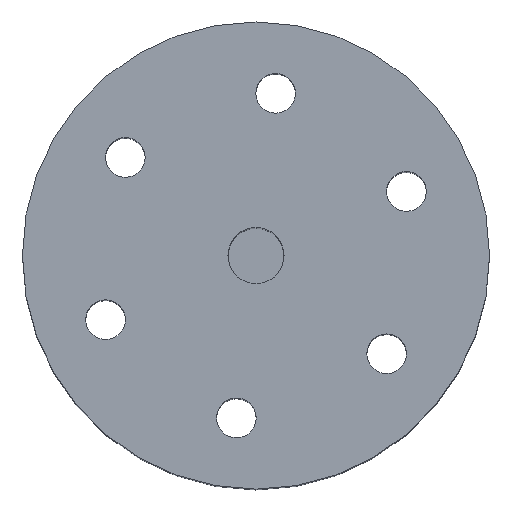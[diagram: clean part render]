
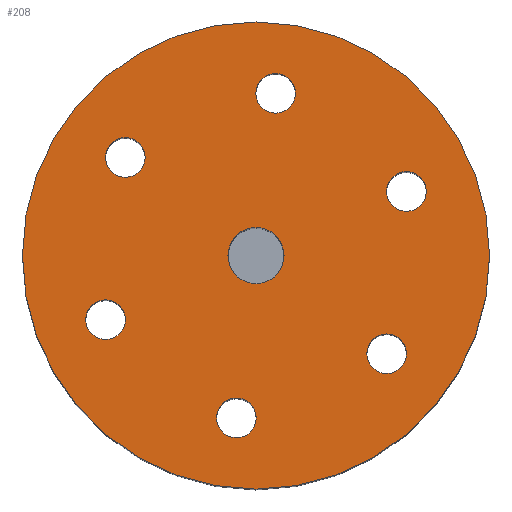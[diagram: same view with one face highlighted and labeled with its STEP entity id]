
A CAD part, top view. The second image highlights one B-rep face of the part: STEP entity #208.
In plain terms, the highlighted planar face has unit normal (0, 0, 1).
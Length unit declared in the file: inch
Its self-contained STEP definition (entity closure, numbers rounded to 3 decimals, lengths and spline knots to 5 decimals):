
#2 = VERTEX_POINT ( 'NONE', #340 ) ;
#24 = ORIENTED_EDGE ( 'NONE', *, *, #223, .F. ) ;
#25 = CARTESIAN_POINT ( 'NONE',  ( 1.9685, 0., 4.13386 ) ) ;
#28 = EDGE_LOOP ( 'NONE', ( #572, #711 ) ) ;
#29 = CIRCLE ( 'NONE', #461, 0.16732 ) ;
#36 = EDGE_CURVE ( 'NONE', #131, #37, #67, .T. ) ;
#37 = VERTEX_POINT ( 'NONE', #215 ) ;
#40 = CIRCLE ( 'NONE', #729, 0.16732 ) ;
#52 = CARTESIAN_POINT ( 'NONE',  ( -1.26913, 0.82751, 4.13386 ) ) ;
#62 = EDGE_CURVE ( 'NONE', #2, #519, #328, .T. ) ;
#63 = ORIENTED_EDGE ( 'NONE', *, *, #36, .F. ) ;
#67 = CIRCLE ( 'NONE', #180, 0.23622 ) ;
#68 = AXIS2_PLACEMENT_3D ( 'NONE', #515, #172, #224 ) ;
#70 = AXIS2_PLACEMENT_3D ( 'NONE', #123, #356, #164 ) ;
#77 = ORIENTED_EDGE ( 'NONE', *, *, #396, .F. ) ;
#78 = FACE_BOUND ( 'NONE', #299, .T. ) ;
#83 = CARTESIAN_POINT ( 'NONE',  ( -1.10181, 0.82751, 4.13386 ) ) ;
#84 = EDGE_LOOP ( 'NONE', ( #63, #740 ) ) ;
#94 = CARTESIAN_POINT ( 'NONE',  ( 0., 0., 4.13386 ) ) ;
#105 = AXIS2_PLACEMENT_3D ( 'NONE', #589, #341, #347 ) ;
#110 = DIRECTION ( 'NONE',  ( 1., 0., 0. ) ) ;
#115 = AXIS2_PLACEMENT_3D ( 'NONE', #83, #442, #682 ) ;
#117 = AXIS2_PLACEMENT_3D ( 'NONE', #410, #656, #122 ) ;
#122 = DIRECTION ( 'NONE',  ( 1., 0., 0. ) ) ;
#123 = CARTESIAN_POINT ( 'NONE',  ( 0.16574, 1.36795, 4.13386 ) ) ;
#131 = VERTEX_POINT ( 'NONE', #677 ) ;
#132 = CIRCLE ( 'NONE', #755, 0.16732 ) ;
#135 = DIRECTION ( 'NONE',  ( 1., 0., 0. ) ) ;
#136 = FACE_OUTER_BOUND ( 'NONE', #683, .T. ) ;
#149 = EDGE_CURVE ( 'NONE', #393, #321, #240, .T. ) ;
#155 = VERTEX_POINT ( 'NONE', #25 ) ;
#158 = DIRECTION ( 'NONE',  ( 1., 0., 0. ) ) ;
#163 = CARTESIAN_POINT ( 'NONE',  ( 1.43487, 0.54044, 4.13386 ) ) ;
#164 = DIRECTION ( 'NONE',  ( 1., 0., 0. ) ) ;
#172 = DIRECTION ( 'NONE',  ( 0., 0., 1. ) ) ;
#173 = CARTESIAN_POINT ( 'NONE',  ( 0., 0., 4.13386 ) ) ;
#178 = CARTESIAN_POINT ( 'NONE',  ( -0.93449, 0.82751, 4.13386 ) ) ;
#180 = AXIS2_PLACEMENT_3D ( 'NONE', #94, #333, #573 ) ;
#187 = EDGE_CURVE ( 'NONE', #321, #393, #652, .T. ) ;
#190 = CARTESIAN_POINT ( 'NONE',  ( 1.26913, -0.82751, 4.13386 ) ) ;
#200 = EDGE_LOOP ( 'NONE', ( #371, #24 ) ) ;
#203 = EDGE_CURVE ( 'NONE', #748, #428, #40, .T. ) ;
#208 = ADVANCED_FACE ( 'NONE', ( #489, #430, #673, #136, #373, #615, #78, #313 ), #665, .T. ) ;
#209 = DIRECTION ( 'NONE',  ( 0., 0., 1. ) ) ;
#215 = CARTESIAN_POINT ( 'NONE',  ( 0.23622, 0., 4.13386 ) ) ;
#223 = EDGE_CURVE ( 'NONE', #707, #535, #409, .T. ) ;
#224 = DIRECTION ( 'NONE',  ( 1., 0., 0. ) ) ;
#236 = ORIENTED_EDGE ( 'NONE', *, *, #612, .F. ) ;
#240 = CIRCLE ( 'NONE', #115, 0.16732 ) ;
#243 = DIRECTION ( 'NONE',  ( 0., 0., 1. ) ) ;
#250 = ORIENTED_EDGE ( 'NONE', *, *, #762, .F. ) ;
#264 = EDGE_CURVE ( 'NONE', #756, #155, #699, .T. ) ;
#276 = AXIS2_PLACEMENT_3D ( 'NONE', #173, #516, #599 ) ;
#278 = VERTEX_POINT ( 'NONE', #405 ) ;
#281 = CARTESIAN_POINT ( 'NONE',  ( 1.10022, 0.54044, 4.13386 ) ) ;
#288 = DIRECTION ( 'NONE',  ( 1., 0., 0. ) ) ;
#289 = AXIS2_PLACEMENT_3D ( 'NONE', #564, #504, #747 ) ;
#297 = DIRECTION ( 'NONE',  ( 0., 0., 1. ) ) ;
#299 = EDGE_LOOP ( 'NONE', ( #549, #326 ) ) ;
#300 = CARTESIAN_POINT ( 'NONE',  ( 0.33306, 1.36795, 4.13386 ) ) ;
#309 = DIRECTION ( 'NONE',  ( 1., 0., 0. ) ) ;
#310 = CARTESIAN_POINT ( 'NONE',  ( 0.16574, 1.36795, 4.13386 ) ) ;
#313 = FACE_BOUND ( 'NONE', #84, .T. ) ;
#316 = AXIS2_PLACEMENT_3D ( 'NONE', #415, #243, #309 ) ;
#317 = CIRCLE ( 'NONE', #117, 0.16732 ) ;
#319 = CIRCLE ( 'NONE', #580, 0.23622 ) ;
#321 = VERTEX_POINT ( 'NONE', #52 ) ;
#326 = ORIENTED_EDGE ( 'NONE', *, *, #62, .F. ) ;
#328 = CIRCLE ( 'NONE', #539, 0.16732 ) ;
#333 = DIRECTION ( 'NONE',  ( 0., 0., 1. ) ) ;
#334 = ORIENTED_EDGE ( 'NONE', *, *, #264, .T. ) ;
#338 = EDGE_CURVE ( 'NONE', #417, #357, #132, .T. ) ;
#340 = CARTESIAN_POINT ( 'NONE',  ( 0.00159, -1.36795, 4.13386 ) ) ;
#341 = DIRECTION ( 'NONE',  ( 0., 0., 1. ) ) ;
#344 = CARTESIAN_POINT ( 'NONE',  ( 1.10181, -0.82751, 4.13386 ) ) ;
#346 = EDGE_CURVE ( 'NONE', #519, #2, #29, .T. ) ;
#347 = DIRECTION ( 'NONE',  ( 1., 0., 0. ) ) ;
#351 = CARTESIAN_POINT ( 'NONE',  ( 0., 0., 4.13386 ) ) ;
#353 = EDGE_LOOP ( 'NONE', ( #567, #250 ) ) ;
#356 = DIRECTION ( 'NONE',  ( 0., 0., 1. ) ) ;
#357 = VERTEX_POINT ( 'NONE', #163 ) ;
#371 = ORIENTED_EDGE ( 'NONE', *, *, #594, .F. ) ;
#373 = FACE_BOUND ( 'NONE', #353, .T. ) ;
#393 = VERTEX_POINT ( 'NONE', #178 ) ;
#394 = DIRECTION ( 'NONE',  ( 0., 0., 1. ) ) ;
#396 = EDGE_CURVE ( 'NONE', #278, #493, #317, .T. ) ;
#398 = CIRCLE ( 'NONE', #68, 1.9685 ) ;
#400 = CIRCLE ( 'NONE', #766, 0.16732 ) ;
#403 = CARTESIAN_POINT ( 'NONE',  ( 1.26755, 0.54044, 4.13386 ) ) ;
#405 = CARTESIAN_POINT ( 'NONE',  ( -1.10022, -0.54044, 4.13386 ) ) ;
#409 = CIRCLE ( 'NONE', #476, 0.16732 ) ;
#410 = CARTESIAN_POINT ( 'NONE',  ( -1.26755, -0.54044, 4.13386 ) ) ;
#415 = CARTESIAN_POINT ( 'NONE',  ( 0., 0., 4.13386 ) ) ;
#416 = DIRECTION ( 'NONE',  ( 1., 0., 0. ) ) ;
#417 = VERTEX_POINT ( 'NONE', #281 ) ;
#424 = CARTESIAN_POINT ( 'NONE',  ( 1.10181, -0.82751, 4.13386 ) ) ;
#428 = VERTEX_POINT ( 'NONE', #300 ) ;
#430 = FACE_BOUND ( 'NONE', #200, .T. ) ;
#442 = DIRECTION ( 'NONE',  ( 0., 0., 1. ) ) ;
#461 = AXIS2_PLACEMENT_3D ( 'NONE', #466, #642, #110 ) ;
#463 = CIRCLE ( 'NONE', #528, 0.16732 ) ;
#466 = CARTESIAN_POINT ( 'NONE',  ( -0.16574, -1.36795, 4.13386 ) ) ;
#476 = AXIS2_PLACEMENT_3D ( 'NONE', #424, #297, #135 ) ;
#480 = CARTESIAN_POINT ( 'NONE',  ( -1.43487, -0.54044, 4.13386 ) ) ;
#489 = FACE_BOUND ( 'NONE', #660, .T. ) ;
#493 = VERTEX_POINT ( 'NONE', #480 ) ;
#504 = DIRECTION ( 'NONE',  ( 0., 0., 1. ) ) ;
#505 = ORIENTED_EDGE ( 'NONE', *, *, #753, .F. ) ;
#515 = CARTESIAN_POINT ( 'NONE',  ( 0., 0., 4.13386 ) ) ;
#516 = DIRECTION ( 'NONE',  ( 0., 0., 1. ) ) ;
#518 = EDGE_CURVE ( 'NONE', #155, #756, #398, .T. ) ;
#519 = VERTEX_POINT ( 'NONE', #763 ) ;
#528 = AXIS2_PLACEMENT_3D ( 'NONE', #608, #650, #659 ) ;
#535 = VERTEX_POINT ( 'NONE', #702 ) ;
#539 = AXIS2_PLACEMENT_3D ( 'NONE', #752, #690, #158 ) ;
#544 = CIRCLE ( 'NONE', #70, 0.16732 ) ;
#549 = ORIENTED_EDGE ( 'NONE', *, *, #346, .F. ) ;
#552 = DIRECTION ( 'NONE',  ( 1., 0., 0. ) ) ;
#563 = ORIENTED_EDGE ( 'NONE', *, *, #518, .T. ) ;
#564 = CARTESIAN_POINT ( 'NONE',  ( -1.10181, 0.82751, 4.13386 ) ) ;
#567 = ORIENTED_EDGE ( 'NONE', *, *, #203, .F. ) ;
#572 = ORIENTED_EDGE ( 'NONE', *, *, #187, .F. ) ;
#573 = DIRECTION ( 'NONE',  ( 1., 0., 0. ) ) ;
#580 = AXIS2_PLACEMENT_3D ( 'NONE', #351, #706, #416 ) ;
#589 = CARTESIAN_POINT ( 'NONE',  ( -1.26755, -0.54044, 4.13386 ) ) ;
#594 = EDGE_CURVE ( 'NONE', #535, #707, #400, .T. ) ;
#599 = DIRECTION ( 'NONE',  ( 1., 0., 0. ) ) ;
#608 = CARTESIAN_POINT ( 'NONE',  ( 1.26755, 0.54044, 4.13386 ) ) ;
#612 = EDGE_CURVE ( 'NONE', #493, #278, #630, .T. ) ;
#614 = EDGE_LOOP ( 'NONE', ( #688, #505 ) ) ;
#615 = FACE_BOUND ( 'NONE', #614, .T. ) ;
#630 = CIRCLE ( 'NONE', #105, 0.16732 ) ;
#642 = DIRECTION ( 'NONE',  ( 0., 0., 1. ) ) ;
#650 = DIRECTION ( 'NONE',  ( 0., 0., 1. ) ) ;
#652 = CIRCLE ( 'NONE', #289, 0.16732 ) ;
#656 = DIRECTION ( 'NONE',  ( 0., 0., 1. ) ) ;
#659 = DIRECTION ( 'NONE',  ( 1., 0., 0. ) ) ;
#660 = EDGE_LOOP ( 'NONE', ( #236, #77 ) ) ;
#665 = PLANE ( 'NONE',  #316 ) ;
#666 = CARTESIAN_POINT ( 'NONE',  ( -0.00159, 1.36795, 4.13386 ) ) ;
#673 = FACE_BOUND ( 'NONE', #28, .T. ) ;
#677 = CARTESIAN_POINT ( 'NONE',  ( -0.23622, 0., 4.13386 ) ) ;
#682 = DIRECTION ( 'NONE',  ( 1., 0., 0. ) ) ;
#683 = EDGE_LOOP ( 'NONE', ( #334, #563 ) ) ;
#688 = ORIENTED_EDGE ( 'NONE', *, *, #338, .F. ) ;
#690 = DIRECTION ( 'NONE',  ( 0., 0., 1. ) ) ;
#691 = EDGE_CURVE ( 'NONE', #37, #131, #319, .T. ) ;
#694 = DIRECTION ( 'NONE',  ( 0., 0., 1. ) ) ;
#699 = CIRCLE ( 'NONE', #276, 1.9685 ) ;
#702 = CARTESIAN_POINT ( 'NONE',  ( 0.93449, -0.82751, 4.13386 ) ) ;
#706 = DIRECTION ( 'NONE',  ( 0., 0., 1. ) ) ;
#707 = VERTEX_POINT ( 'NONE', #190 ) ;
#710 = CARTESIAN_POINT ( 'NONE',  ( -1.9685, 0., 4.13386 ) ) ;
#711 = ORIENTED_EDGE ( 'NONE', *, *, #149, .F. ) ;
#729 = AXIS2_PLACEMENT_3D ( 'NONE', #310, #209, #552 ) ;
#740 = ORIENTED_EDGE ( 'NONE', *, *, #691, .F. ) ;
#747 = DIRECTION ( 'NONE',  ( 1., 0., 0. ) ) ;
#748 = VERTEX_POINT ( 'NONE', #666 ) ;
#752 = CARTESIAN_POINT ( 'NONE',  ( -0.16574, -1.36795, 4.13386 ) ) ;
#753 = EDGE_CURVE ( 'NONE', #357, #417, #463, .T. ) ;
#755 = AXIS2_PLACEMENT_3D ( 'NONE', #403, #694, #288 ) ;
#756 = VERTEX_POINT ( 'NONE', #710 ) ;
#760 = DIRECTION ( 'NONE',  ( 1., 0., 0. ) ) ;
#762 = EDGE_CURVE ( 'NONE', #428, #748, #544, .T. ) ;
#763 = CARTESIAN_POINT ( 'NONE',  ( -0.33306, -1.36795, 4.13386 ) ) ;
#766 = AXIS2_PLACEMENT_3D ( 'NONE', #344, #394, #760 ) ;
